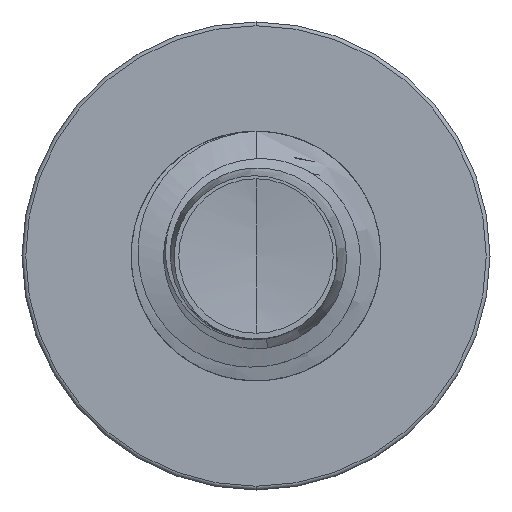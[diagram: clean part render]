
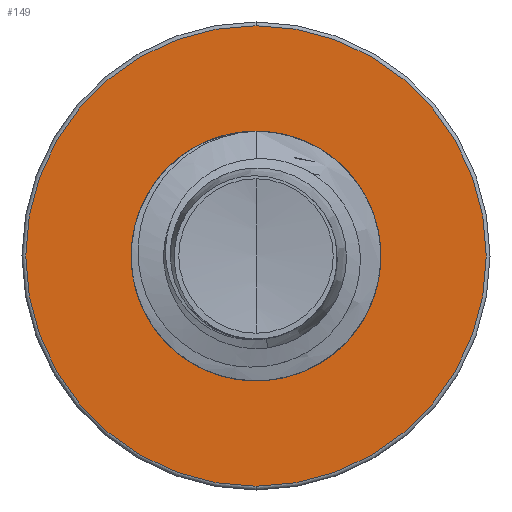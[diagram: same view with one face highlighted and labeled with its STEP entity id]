
A CAD part, front view. The second image highlights one B-rep face of the part: STEP entity #149.
In plain terms, the highlighted planar face has unit normal (0, -1, 0).
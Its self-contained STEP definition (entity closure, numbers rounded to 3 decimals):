
#149 = ADVANCED_FACE ( 'NONE', ( #10406, #10205 ), #6043, .F. ) ;
#191 = DIRECTION ( 'NONE',  ( 0., 1., 0. ) ) ;
#292 = CARTESIAN_POINT ( 'NONE',  ( 0., 6.5, 0. ) ) ;
#353 = DIRECTION ( 'NONE',  ( 0., 1., 0. ) ) ;
#800 = EDGE_CURVE ( 'NONE', #17628, #8070, #16447, .T. ) ;
#1006 = CIRCLE ( 'NONE', #7853, 0.799 ) ;
#1233 = ORIENTED_EDGE ( 'NONE', *, *, #800, .F. ) ;
#1394 = VERTEX_POINT ( 'NONE', #17175 ) ;
#2022 = CARTESIAN_POINT ( 'NONE',  ( 0., 6.5, 0. ) ) ;
#2301 = AXIS2_PLACEMENT_3D ( 'NONE', #292, #353, #5836 ) ;
#2393 = CARTESIAN_POINT ( 'NONE',  ( 0., 6.5, -1.476 ) ) ;
#3920 = DIRECTION ( 'NONE',  ( 0., 0., 1. ) ) ;
#4237 = AXIS2_PLACEMENT_3D ( 'NONE', #11098, #191, #12714 ) ;
#4493 = EDGE_LOOP ( 'NONE', ( #1233, #17975 ) ) ;
#4566 = EDGE_CURVE ( 'NONE', #19492, #1394, #20111, .T. ) ;
#4572 = DIRECTION ( 'NONE',  ( 0., 1., 0. ) ) ;
#5106 = CARTESIAN_POINT ( 'NONE',  ( 0., 6.5, -0.799 ) ) ;
#5630 = CARTESIAN_POINT ( 'NONE',  ( 0., 6.5, -0.799 ) ) ;
#5836 = DIRECTION ( 'NONE',  ( 0., 0., 1. ) ) ;
#6043 = PLANE ( 'NONE',  #12106 ) ;
#6113 = DIRECTION ( 'NONE',  ( 0., 0., 1. ) ) ;
#7853 = AXIS2_PLACEMENT_3D ( 'NONE', #2022, #13969, #3920 ) ;
#8070 = VERTEX_POINT ( 'NONE', #2393 ) ;
#8318 = ORIENTED_EDGE ( 'NONE', *, *, #4566, .T. ) ;
#10205 = FACE_BOUND ( 'NONE', #15731, .T. ) ;
#10278 = DIRECTION ( 'NONE',  ( 0., 0., 1. ) ) ;
#10296 = DIRECTION ( 'NONE',  ( 0., 1., 0. ) ) ;
#10337 = CARTESIAN_POINT ( 'NONE',  ( 0., 6.5, 0. ) ) ;
#10406 = FACE_OUTER_BOUND ( 'NONE', #4493, .T. ) ;
#11098 = CARTESIAN_POINT ( 'NONE',  ( 0., 6.5, 0. ) ) ;
#12106 = AXIS2_PLACEMENT_3D ( 'NONE', #5106, #4572, #6113 ) ;
#12687 = CARTESIAN_POINT ( 'NONE',  ( 0., 6.5, 1.476 ) ) ;
#12714 = DIRECTION ( 'NONE',  ( 0., 0., 1. ) ) ;
#13969 = DIRECTION ( 'NONE',  ( 0., 1., 0. ) ) ;
#14217 = CIRCLE ( 'NONE', #4237, 1.476 ) ;
#15731 = EDGE_LOOP ( 'NONE', ( #17331, #8318 ) ) ;
#16447 = CIRCLE ( 'NONE', #2301, 1.476 ) ;
#17175 = CARTESIAN_POINT ( 'NONE',  ( 0., 6.5, 0.799 ) ) ;
#17256 = EDGE_CURVE ( 'NONE', #1394, #19492, #1006, .T. ) ;
#17273 = EDGE_CURVE ( 'NONE', #8070, #17628, #14217, .T. ) ;
#17331 = ORIENTED_EDGE ( 'NONE', *, *, #17256, .T. ) ;
#17628 = VERTEX_POINT ( 'NONE', #12687 ) ;
#17975 = ORIENTED_EDGE ( 'NONE', *, *, #17273, .F. ) ;
#18005 = AXIS2_PLACEMENT_3D ( 'NONE', #10337, #10296, #10278 ) ;
#19492 = VERTEX_POINT ( 'NONE', #5630 ) ;
#20111 = CIRCLE ( 'NONE', #18005, 0.799 ) ;
